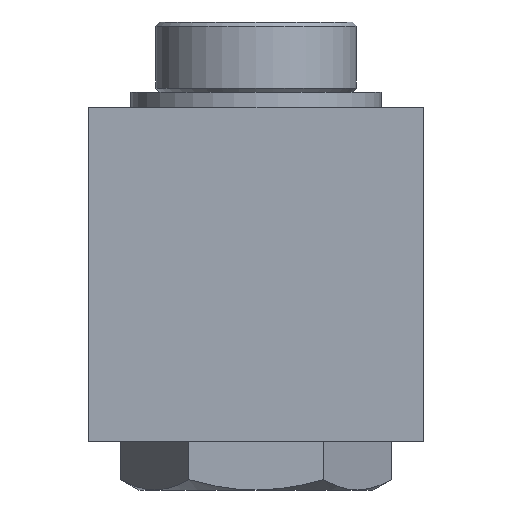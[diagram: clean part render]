
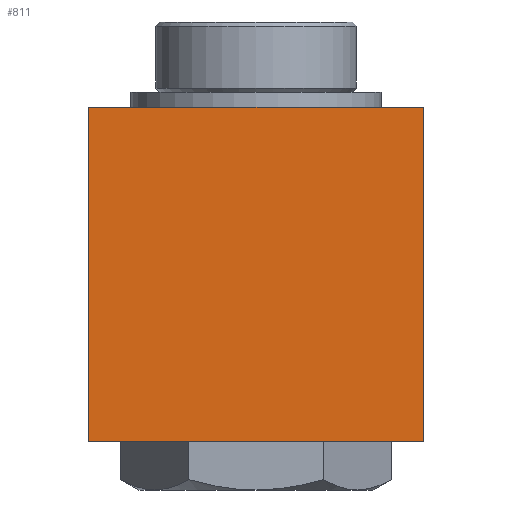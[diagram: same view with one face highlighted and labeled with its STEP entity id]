
A CAD part, left-side view. The second image highlights one B-rep face of the part: STEP entity #811.
In plain terms, the highlighted planar face has unit normal (-1, 0, 0).
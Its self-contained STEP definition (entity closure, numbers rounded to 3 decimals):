
#33=LINE('',#1117,#57);
#34=LINE('',#1120,#58);
#35=LINE('',#1122,#59);
#36=LINE('',#1124,#60);
#57=VECTOR('',#966,1000.);
#58=VECTOR('',#967,1000.);
#59=VECTOR('',#968,1000.);
#60=VECTOR('',#969,1000.);
#97=PLANE('',#869);
#136=ORIENTED_EDGE('',*,*,#256,.T.);
#137=ORIENTED_EDGE('',*,*,#257,.F.);
#138=ORIENTED_EDGE('',*,*,#258,.F.);
#139=ORIENTED_EDGE('',*,*,#259,.T.);
#256=EDGE_CURVE('',#321,#322,#33,.T.);
#257=EDGE_CURVE('',#323,#322,#34,.T.);
#258=EDGE_CURVE('',#324,#323,#35,.T.);
#259=EDGE_CURVE('',#324,#321,#36,.T.);
#321=VERTEX_POINT('',#1118);
#322=VERTEX_POINT('',#1119);
#323=VERTEX_POINT('',#1121);
#324=VERTEX_POINT('',#1123);
#406=EDGE_LOOP('',(#136,#137,#138,#139));
#469=FACE_BOUND('',#406,.T.);
#811=ADVANCED_FACE('',(#469),#97,.F.);
#869=AXIS2_PLACEMENT_3D('',#1116,#964,#965);
#964=DIRECTION('',(1.,0.,0.));
#965=DIRECTION('',(0.,0.,-1.));
#966=DIRECTION('',(0.,-1.,0.));
#967=DIRECTION('',(0.,0.,-1.));
#968=DIRECTION('',(0.,-1.,0.));
#969=DIRECTION('',(0.,0.,-1.));
#1116=CARTESIAN_POINT('',(-50.,50.,-4.5));
#1117=CARTESIAN_POINT('',(-50.,50.,-104.5));
#1118=CARTESIAN_POINT('',(-50.,50.,-104.5));
#1119=CARTESIAN_POINT('',(-50.,-50.,-104.5));
#1120=CARTESIAN_POINT('',(-50.,-50.,-4.5));
#1121=CARTESIAN_POINT('',(-50.,-50.,-4.5));
#1122=CARTESIAN_POINT('',(-50.,50.,-4.5));
#1123=CARTESIAN_POINT('',(-50.,50.,-4.5));
#1124=CARTESIAN_POINT('',(-50.,50.,-4.5));
